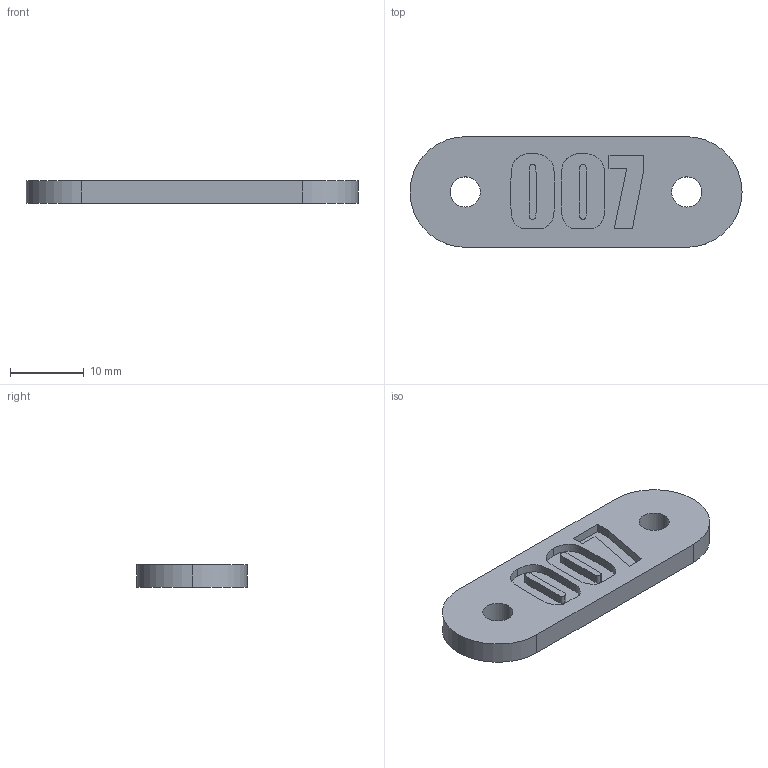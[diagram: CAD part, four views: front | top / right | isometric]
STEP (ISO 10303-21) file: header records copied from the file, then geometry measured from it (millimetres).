
FILE_DESCRIPTION (( 'STEP AP214' ), '1' );
FILE_NAME ('Back_Screw_Cover.STEP', '2022-07-12T18:34:30', ( '' ), ( '' ), 'SwSTEP 2.0', 'SolidWorks 2021', '' );
FILE_SCHEMA (( 'AUTOMOTIVE_DESIGN' ));
Length unit declared in the file: millimetre
Products named in the file (1): Back_Screw_Cover
Bounding box: 45 x 15 x 3 mm (x, y, z)
Volume: 1651 mm3; surface area: 1740.8 mm2
Topology: 1 solids, 1 shells, 50 faces, 129 edges, 86 vertices
Faces by surface type: plane 26, bspline 16, cylinder 8
Entity records: 2463 total; most frequent: CARTESIAN_POINT 1290, ORIENTED_EDGE 258, DIRECTION 183, EDGE_CURVE 129, VERTEX_POINT 86, VECTOR 81, LINE 81, EDGE_LOOP 59
